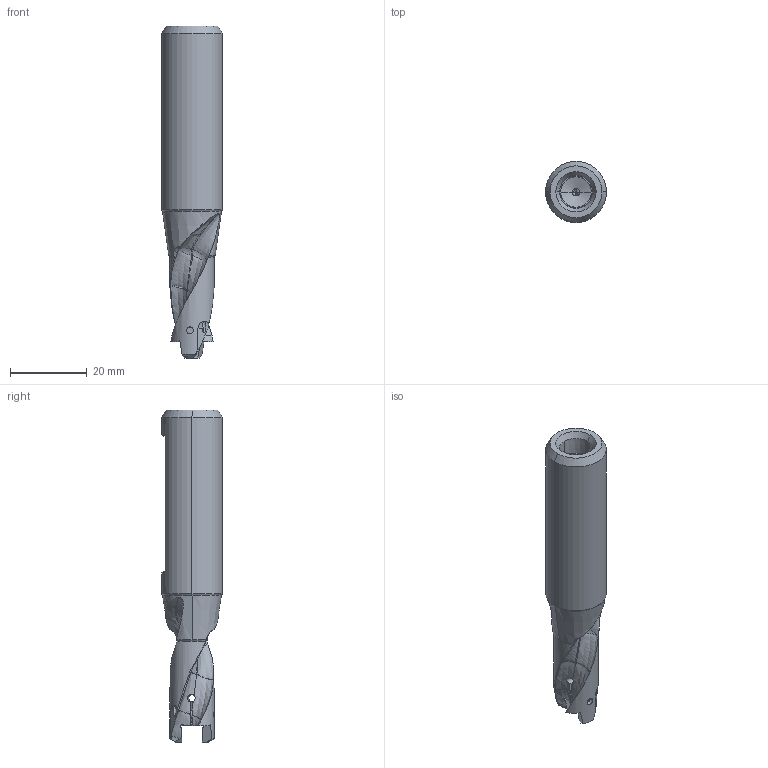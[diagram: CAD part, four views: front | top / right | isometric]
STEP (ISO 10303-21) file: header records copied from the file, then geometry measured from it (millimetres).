
FILE_DESCRIPTION(/* description */ (''),/* implementation_level */ '2;1');
FILE_NAME(/* name */ 'STAWSS0031.stp',/* time_stamp */ '2025-06-11T16:51:27+09:00',/* author */ (''),/* organization */ (''),/* preprocessor_version */ 'ST-DEVELOPER v18.101',/* originating_system */ 'SIEMENS PLM Software NX 2011',/* authorisation */ '');
FILE_SCHEMA (('AUTOMOTIVE_DESIGN { 1 0 10303 214 3 1 1 1 }'));
Length unit declared in the file: millimetre
Products named in the file (1): STAWSS0031_ASM
Bounding box: 15.88 x 15.88 x 86.66 mm (x, y, z)
Volume: 9711 mm3; surface area: 5690.4 mm2
Topology: 3 solids, 3 shells, 193 faces, 614 edges, 408 vertices
Faces by surface type: cylinder 69, plane 40, cone 34, sphere 22, bspline 22, torus 6
Entity records: 10800 total; most frequent: CARTESIAN_POINT 5877, ORIENTED_EDGE 1176, DIRECTION 782, EDGE_CURVE 588, VERTEX_POINT 404, AXIS2_PLACEMENT_3D 322, B_SPLINE_CURVE_WITH_KNOTS 314, EDGE_LOOP 206
